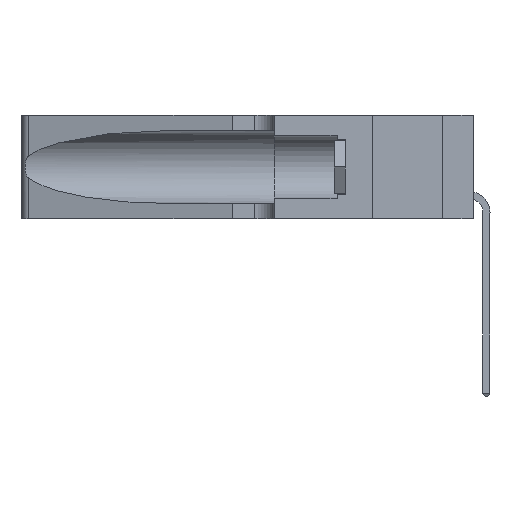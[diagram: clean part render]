
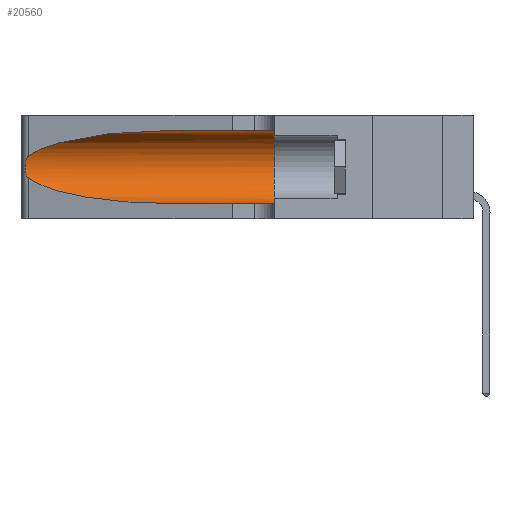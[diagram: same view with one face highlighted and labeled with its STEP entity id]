
A CAD part, left-side view. The second image highlights one B-rep face of the part: STEP entity #20560.
In plain terms, the highlighted cylindrical face has radius 3.308 mm (diameter 6.617 mm), a partial arc.
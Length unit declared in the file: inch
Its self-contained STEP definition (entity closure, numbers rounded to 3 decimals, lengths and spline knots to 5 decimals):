
#422 = CARTESIAN_POINT ( 'NONE',  ( 0.25487, 1.22718, 0.14631 ) ) ;
#478 = AXIS2_PLACEMENT_3D ( 'NONE', #15453, #570, #7120 ) ;
#570 = DIRECTION ( 'NONE',  ( 0., -1., 0. ) ) ;
#1219 = CARTESIAN_POINT ( 'NONE',  ( 0.1305, 1.61858, 0.31525 ) ) ;
#1502 = AXIS2_PLACEMENT_3D ( 'NONE', #12238, #9031, #12643 ) ;
#1686 = CARTESIAN_POINT ( 'NONE',  ( 0.2373, 1.15595, 0.28018 ) ) ;
#1992 = CARTESIAN_POINT ( 'NONE',  ( 0.25555, 1.22993, 0.14849 ) ) ;
#2047 = VERTEX_POINT ( 'NONE', #13899 ) ;
#2069 = CARTESIAN_POINT ( 'NONE',  ( 0.26075, 1.23896, 0.19203 ) ) ;
#2534 = CARTESIAN_POINT ( 'NONE',  ( 0.1305, 0.35, 0.31525 ) ) ;
#3183 = CARTESIAN_POINT ( 'NONE',  ( 0.26075, 1.23896, 0.178 ) ) ;
#3965 = LINE ( 'NONE', #16777, #14353 ) ;
#3971 = CARTESIAN_POINT ( 'NONE',  ( 0.1305, 0.72297, 0.31525 ) ) ;
#4838 = CARTESIAN_POINT ( 'NONE',  ( 0.25856, 1.23593, 0.16098 ) ) ;
#4964 = B_SPLINE_CURVE_WITH_KNOTS ( 'NONE', 3,
 ( #10152, #17850, #15027, #12924, #19495, #11297, #2069, #3183, #14544, #4838, #9781, #11720, #1992, #422 ),
 .UNSPECIFIED., .F., .F.,
 ( 4, 2, 2, 2, 2, 2, 4 ),
 ( 0., 0.00027, 0.00053, 0.00107, 0.0016, 0.00187, 0.00214 ),
 .UNSPECIFIED. ) ;
#5315 = VERTEX_POINT ( 'NONE', #7144 ) ;
#6106 = EDGE_LOOP ( 'NONE', ( #14781, #6462, #9494, #17175, #18146, #12844 ) ) ;
#6462 = ORIENTED_EDGE ( 'NONE', *, *, #20488, .T. ) ;
#6475 = VERTEX_POINT ( 'NONE', #2534 ) ;
#6498 = CARTESIAN_POINT ( 'NONE',  ( 0.18966, 0.96281, 0.05475 ) ) ;
#6846 = EDGE_CURVE ( 'NONE', #18960, #6475, #13744, .T. ) ;
#7120 = DIRECTION ( 'NONE',  ( 0., 0., -1. ) ) ;
#7144 = CARTESIAN_POINT ( 'NONE',  ( 0.1305, 0.72297, 0.05475 ) ) ;
#7741 = DIRECTION ( 'NONE',  ( 0., -1., 0. ) ) ;
#8189 = CARTESIAN_POINT ( 'NONE',  ( 0.2373, 1.15595, 0.08982 ) ) ;
#8937 = CYLINDRICAL_SURFACE ( 'NONE', #478, 0.13025 ) ;
#9031 = DIRECTION ( 'NONE',  ( 0., 1., 0. ) ) ;
#9494 = ORIENTED_EDGE ( 'NONE', *, *, #19760, .T. ) ;
#9663 =( BOUNDED_CURVE ( )  B_SPLINE_CURVE ( 3, ( #9741, #8189, #6498, #11323 ),
 .UNSPECIFIED., .F., .F. ) 
 B_SPLINE_CURVE_WITH_KNOTS ( ( 4, 4 ),
 ( 3.44316, 4.71239 ),
 .UNSPECIFIED. ) 
 CURVE ( )  GEOMETRIC_REPRESENTATION_ITEM ( )  RATIONAL_B_SPLINE_CURVE ( ( 1., 0.87, 0.87, 1. ) ) 
 REPRESENTATION_ITEM ( '' )  );
#9741 = CARTESIAN_POINT ( 'NONE',  ( 0.25487, 1.22718, 0.14631 ) ) ;
#9781 = CARTESIAN_POINT ( 'NONE',  ( 0.25789, 1.23486, 0.15765 ) ) ;
#10152 = CARTESIAN_POINT ( 'NONE',  ( 0.25487, 1.22718, 0.22369 ) ) ;
#11297 = CARTESIAN_POINT ( 'NONE',  ( 0.26018, 1.23835, 0.19895 ) ) ;
#11323 = CARTESIAN_POINT ( 'NONE',  ( 0.1305, 0.72297, 0.05475 ) ) ;
#11720 = CARTESIAN_POINT ( 'NONE',  ( 0.25639, 1.23186, 0.15144 ) ) ;
#12147 = EDGE_CURVE ( 'NONE', #6475, #14322, #20703, .T. ) ;
#12238 = CARTESIAN_POINT ( 'NONE',  ( 0.1305, 0.35, 0.185 ) ) ;
#12420 = CARTESIAN_POINT ( 'NONE',  ( 0.1305, 0.35, 0.05475 ) ) ;
#12493 = FACE_OUTER_BOUND ( 'NONE', #6106, .T. ) ;
#12643 = DIRECTION ( 'NONE',  ( 0., 0., 1. ) ) ;
#12844 = ORIENTED_EDGE ( 'NONE', *, *, #6846, .F. ) ;
#12924 = CARTESIAN_POINT ( 'NONE',  ( 0.25787, 1.23484, 0.2124 ) ) ;
#13219 = VECTOR ( 'NONE', #7741, 39.37008 ) ;
#13239 = CARTESIAN_POINT ( 'NONE',  ( 0.18966, 0.96281, 0.31525 ) ) ;
#13744 = LINE ( 'NONE', #1219, #13219 ) ;
#13899 = CARTESIAN_POINT ( 'NONE',  ( 0.25487, 1.22718, 0.14631 ) ) ;
#14322 = VERTEX_POINT ( 'NONE', #12420 ) ;
#14353 = VECTOR ( 'NONE', #18337, 39.37008 ) ;
#14544 = CARTESIAN_POINT ( 'NONE',  ( 0.26017, 1.23833, 0.17102 ) ) ;
#14582 = CARTESIAN_POINT ( 'NONE',  ( 0.1305, 0.72297, 0.31525 ) ) ;
#14591 = VERTEX_POINT ( 'NONE', #18888 ) ;
#14781 = ORIENTED_EDGE ( 'NONE', *, *, #20919, .T. ) ;
#15027 = CARTESIAN_POINT ( 'NONE',  ( 0.25639, 1.23184, 0.21858 ) ) ;
#15453 = CARTESIAN_POINT ( 'NONE',  ( 0.1305, 1.61858, 0.185 ) ) ;
#16777 = CARTESIAN_POINT ( 'NONE',  ( 0.1305, 1.61858, 0.05475 ) ) ;
#17175 = ORIENTED_EDGE ( 'NONE', *, *, #18256, .T. ) ;
#17850 = CARTESIAN_POINT ( 'NONE',  ( 0.25555, 1.22994, 0.2215 ) ) ;
#17975 = CARTESIAN_POINT ( 'NONE',  ( 0.25487, 1.22718, 0.22369 ) ) ;
#18146 = ORIENTED_EDGE ( 'NONE', *, *, #12147, .F. ) ;
#18256 = EDGE_CURVE ( 'NONE', #5315, #14322, #3965, .T. ) ;
#18337 = DIRECTION ( 'NONE',  ( 0., -1., 0. ) ) ;
#18888 = CARTESIAN_POINT ( 'NONE',  ( 0.25487, 1.22718, 0.22369 ) ) ;
#18960 = VERTEX_POINT ( 'NONE', #3971 ) ;
#19495 = CARTESIAN_POINT ( 'NONE',  ( 0.25854, 1.2359, 0.20912 ) ) ;
#19760 = EDGE_CURVE ( 'NONE', #2047, #5315, #9663, .T. ) ;
#20488 = EDGE_CURVE ( 'NONE', #14591, #2047, #4964, .T. ) ;
#20560 = ADVANCED_FACE ( 'NONE', ( #12493 ), #8937, .F. ) ;
#20699 =( BOUNDED_CURVE ( )  B_SPLINE_CURVE ( 3, ( #14582, #13239, #1686, #17975 ),
 .UNSPECIFIED., .F., .F. ) 
 B_SPLINE_CURVE_WITH_KNOTS ( ( 4, 4 ),
 ( 1.5708, 2.84003 ),
 .UNSPECIFIED. ) 
 CURVE ( )  GEOMETRIC_REPRESENTATION_ITEM ( )  RATIONAL_B_SPLINE_CURVE ( ( 1., 0.87, 0.87, 1. ) ) 
 REPRESENTATION_ITEM ( '' )  );
#20703 = CIRCLE ( 'NONE', #1502, 0.13025 ) ;
#20919 = EDGE_CURVE ( 'NONE', #18960, #14591, #20699, .T. ) ;
